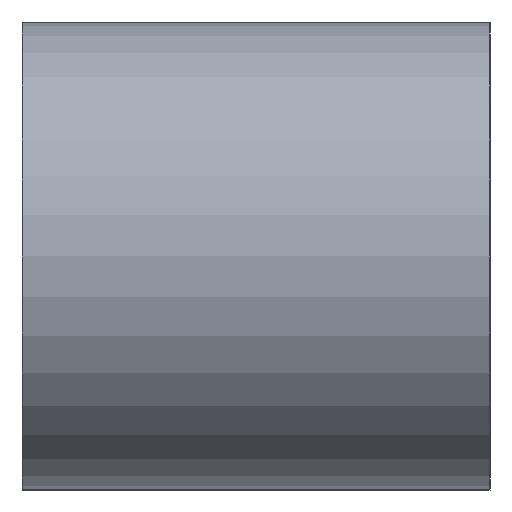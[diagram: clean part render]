
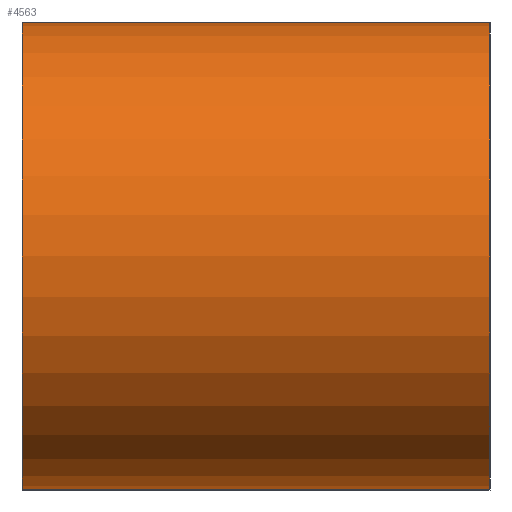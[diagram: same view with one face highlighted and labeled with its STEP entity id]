
A CAD part, left-side view. The second image highlights one B-rep face of the part: STEP entity #4563.
In plain terms, the highlighted cylindrical face has radius 5 mm (diameter 10 mm), a partial arc.
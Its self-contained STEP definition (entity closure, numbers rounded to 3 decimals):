
#239=CIRCLE('',#4981,5.);
#240=CIRCLE('',#4983,5.);
#318=CYLINDRICAL_SURFACE('',#4982,5.);
#539=FACE_OUTER_BOUND('',#780,.T.);
#780=EDGE_LOOP('',(#4177,#4178,#4179,#4180));
#1269=LINE('',#7640,#1757);
#1270=LINE('',#7643,#1758);
#1757=VECTOR('',#6278,10.);
#1758=VECTOR('',#6281,10.);
#2201=VERTEX_POINT('',#7633);
#2202=VERTEX_POINT('',#7635);
#2203=VERTEX_POINT('',#7639);
#2204=VERTEX_POINT('',#7641);
#2862=EDGE_CURVE('',#2201,#2202,#239,.T.);
#2864=EDGE_CURVE('',#2203,#2201,#1269,.T.);
#2865=EDGE_CURVE('',#2204,#2203,#240,.T.);
#2866=EDGE_CURVE('',#2202,#2204,#1270,.T.);
#4177=ORIENTED_EDGE('',*,*,#2864,.F.);
#4178=ORIENTED_EDGE('',*,*,#2865,.F.);
#4179=ORIENTED_EDGE('',*,*,#2866,.F.);
#4180=ORIENTED_EDGE('',*,*,#2862,.F.);
#4563=ADVANCED_FACE('',(#539),#318,.T.);
#4981=AXIS2_PLACEMENT_3D('',#7636,#6273,#6274);
#4982=AXIS2_PLACEMENT_3D('',#7638,#6276,#6277);
#4983=AXIS2_PLACEMENT_3D('',#7642,#6279,#6280);
#6273=DIRECTION('center_axis',(0.,-1.,0.));
#6274=DIRECTION('ref_axis',(-1.,0.,0.));
#6276=DIRECTION('center_axis',(0.,1.,0.));
#6277=DIRECTION('ref_axis',(0.,0.,
-1.));
#6278=DIRECTION('',(0.,-1.,0.));
#6279=DIRECTION('center_axis',(0.,1.,0.));
#6280=DIRECTION('ref_axis',(0.,0.,
-1.));
#6281=DIRECTION('',(0.,1.,0.));
#7633=CARTESIAN_POINT('',(-46.093,14.955,9.592));
#7635=CARTESIAN_POINT('',(-46.093,14.955,-0.408));
#7636=CARTESIAN_POINT('Origin',(-46.093,14.955,4.592));
#7638=CARTESIAN_POINT('Origin',(-46.093,19.955,4.592));
#7639=CARTESIAN_POINT('',(-46.093,24.955,9.592));
#7640=CARTESIAN_POINT('',(-46.093,19.955,9.592));
#7641=CARTESIAN_POINT('',(-46.093,24.955,-0.408));
#7642=CARTESIAN_POINT('Origin',(-46.093,24.955,4.592));
#7643=CARTESIAN_POINT('',(-46.093,19.955,-0.408));
